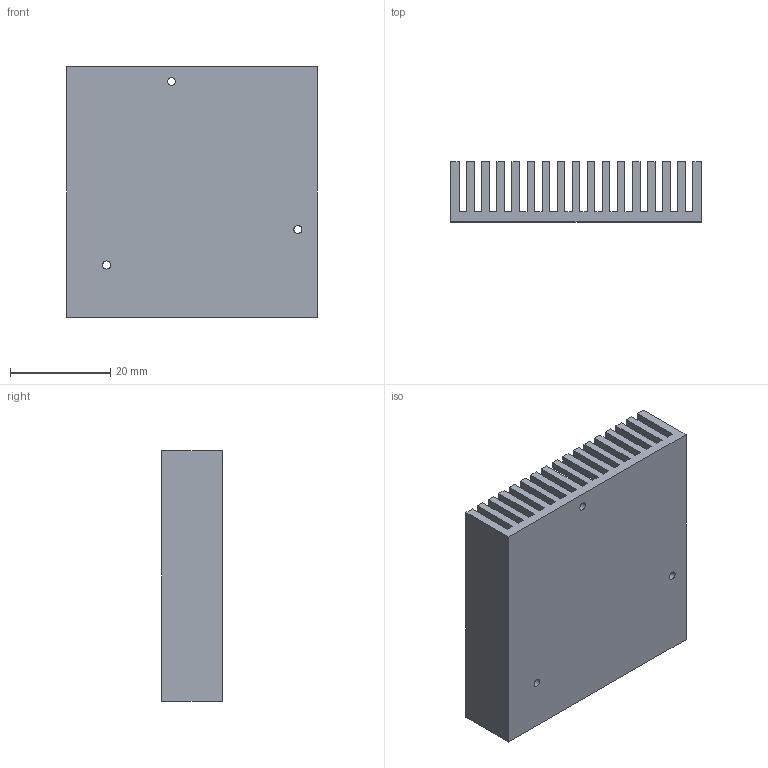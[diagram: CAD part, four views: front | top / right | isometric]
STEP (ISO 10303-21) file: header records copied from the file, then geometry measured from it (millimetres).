
FILE_DESCRIPTION(/* description */ (''),/* implementation_level */ '2;1');
FILE_NAME(/* name */ 'CPU_FPGA Cooler_for_delta_45mm.stp',/* time_stamp */ '2024-12-28T21:10:34+01:00',/* author */ ('WS'),/* organization */ (''),/* preprocessor_version */ 'ST-DEVELOPER v18.1',/* originating_system */ 'Autodesk Inventor 2021',/* authorisation */ '');
FILE_SCHEMA (('AUTOMOTIVE_DESIGN { 1 0 10303 214 3 1 1 }'));
Length unit declared in the file: millimetre
Products named in the file (1): CPU_FPGA Cooler_for_delta_45mm
Bounding box: 50 x 12 x 50 mm (x, y, z)
Volume: 8822.8 mm3; surface area: 11317.7 mm2
Topology: 1 solids, 1 shells, 129 faces, 384 edges, 257 vertices
Faces by surface type: plane 96, cylinder 33
Full cylindrical faces by diameter (mm): 1.6 x3
Entity records: 4364 total; most frequent: CARTESIAN_POINT 771, ORIENTED_EDGE 768, DIRECTION 713, EDGE_CURVE 384, LINE 315, VECTOR 315, VERTEX_POINT 257, AXIS2_PLACEMENT_3D 199
